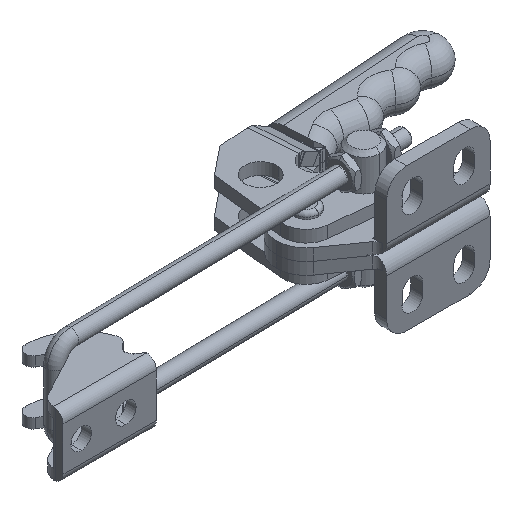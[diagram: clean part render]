
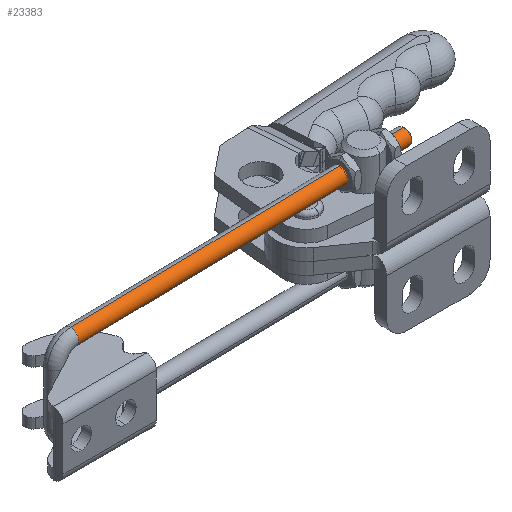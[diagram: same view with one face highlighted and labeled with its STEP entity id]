
A CAD part, isometric view. The second image highlights one B-rep face of the part: STEP entity #23383.
In plain terms, the highlighted cylindrical face has radius 2 mm (diameter 4 mm), a partial arc.
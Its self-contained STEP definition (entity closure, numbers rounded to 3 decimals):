
#3254 = FACE_OUTER_BOUND ( 'NONE', #12218, .T. ) ;
#3275 = CYLINDRICAL_SURFACE ( 'NONE', #7379, 2. ) ;
#3641 = VERTEX_POINT ( 'NONE', #8729 ) ;
#3679 = VERTEX_POINT ( 'NONE', #8711 ) ;
#3688 = VERTEX_POINT ( 'NONE', #8713 ) ;
#3694 = VERTEX_POINT ( 'NONE', #8715 ) ;
#3700 = VERTEX_POINT ( 'NONE', #8708 ) ;
#7379 = AXIS2_PLACEMENT_3D ( 'NONE', #25317, #25315, #25313 ) ;
#8708 = CARTESIAN_POINT ( 'NONE',  ( 23., 86., 0. ) ) ;
#8711 = CARTESIAN_POINT ( 'NONE',  ( 19., 86., 0. ) ) ;
#8713 = CARTESIAN_POINT ( 'NONE',  ( 23., 0.5, 0. ) ) ;
#8715 = CARTESIAN_POINT ( 'NONE',  ( 19., 0.5, 0. ) ) ;
#8729 = CARTESIAN_POINT ( 'NONE',  ( 21., 0.5, 2. ) ) ;
#12218 = EDGE_LOOP ( 'NONE', ( #22780, #22781, #22782, #22783, #22784 ) ) ;
#14028 = CIRCLE ( 'NONE', #26239, 2. ) ;
#14041 = CIRCLE ( 'NONE', #26243, 2. ) ;
#14043 = LINE ( 'NONE', #16726, #14045 ) ;
#14044 = CIRCLE ( 'NONE', #26244, 2. ) ;
#14045 = VECTOR ( 'NONE', #16727, 1000. ) ;
#14046 = LINE ( 'NONE', #16731, #14048 ) ;
#14048 = VECTOR ( 'NONE', #16732, 1000. ) ;
#16710 = CARTESIAN_POINT ( 'NONE',  ( 21., 0.5, 0. ) ) ;
#16711 = DIRECTION ( 'NONE',  ( 0., 1., 0. ) ) ;
#16712 = DIRECTION ( 'NONE',  ( 0., 0., -1. ) ) ;
#16726 = CARTESIAN_POINT ( 'NONE',  ( 19., 86., 0. ) ) ;
#16727 = DIRECTION ( 'NONE',  ( 0., -1., 0. ) ) ;
#16731 = CARTESIAN_POINT ( 'NONE',  ( 23., 86., 0. ) ) ;
#16732 = DIRECTION ( 'NONE',  ( 0., -1., 0. ) ) ;
#16733 = CARTESIAN_POINT ( 'NONE',  ( 21., 86., 0. ) ) ;
#16734 = DIRECTION ( 'NONE',  ( 0., -1., 0. ) ) ;
#16735 = DIRECTION ( 'NONE',  ( 0., 0., 1. ) ) ;
#16736 = CARTESIAN_POINT ( 'NONE',  ( 21., 0.5, 0. ) ) ;
#16737 = DIRECTION ( 'NONE',  ( 0., 1., 0. ) ) ;
#16738 = DIRECTION ( 'NONE',  ( 0., 0., -1. ) ) ;
#22780 = ORIENTED_EDGE ( 'NONE', *, *, #24383, .T. ) ;
#22781 = ORIENTED_EDGE ( 'NONE', *, *, #24384, .T. ) ;
#22782 = ORIENTED_EDGE ( 'NONE', *, *, #24385, .T. ) ;
#22783 = ORIENTED_EDGE ( 'NONE', *, *, #24374, .T. ) ;
#22784 = ORIENTED_EDGE ( 'NONE', *, *, #24386, .F. ) ;
#23383 = ADVANCED_FACE ( 'NONE', ( #3254 ), #3275, .T. ) ;
#24374 = EDGE_CURVE ( 'NONE', #3641, #3688, #14028, .T. ) ;
#24383 = EDGE_CURVE ( 'NONE', #3700, #3679, #14041, .T. ) ;
#24384 = EDGE_CURVE ( 'NONE', #3679, #3694, #14043, .T. ) ;
#24385 = EDGE_CURVE ( 'NONE', #3694, #3641, #14044, .T. ) ;
#24386 = EDGE_CURVE ( 'NONE', #3700, #3688, #14046, .T. ) ;
#25313 = DIRECTION ( 'NONE',  ( 1., 0., 0. ) ) ;
#25315 = DIRECTION ( 'NONE',  ( 0., -1., 0. ) ) ;
#25317 = CARTESIAN_POINT ( 'NONE',  ( 21., 86., 0. ) ) ;
#26239 = AXIS2_PLACEMENT_3D ( 'NONE', #16710, #16711, #16712 ) ;
#26243 = AXIS2_PLACEMENT_3D ( 'NONE', #16733, #16734, #16735 ) ;
#26244 = AXIS2_PLACEMENT_3D ( 'NONE', #16736, #16737, #16738 ) ;
